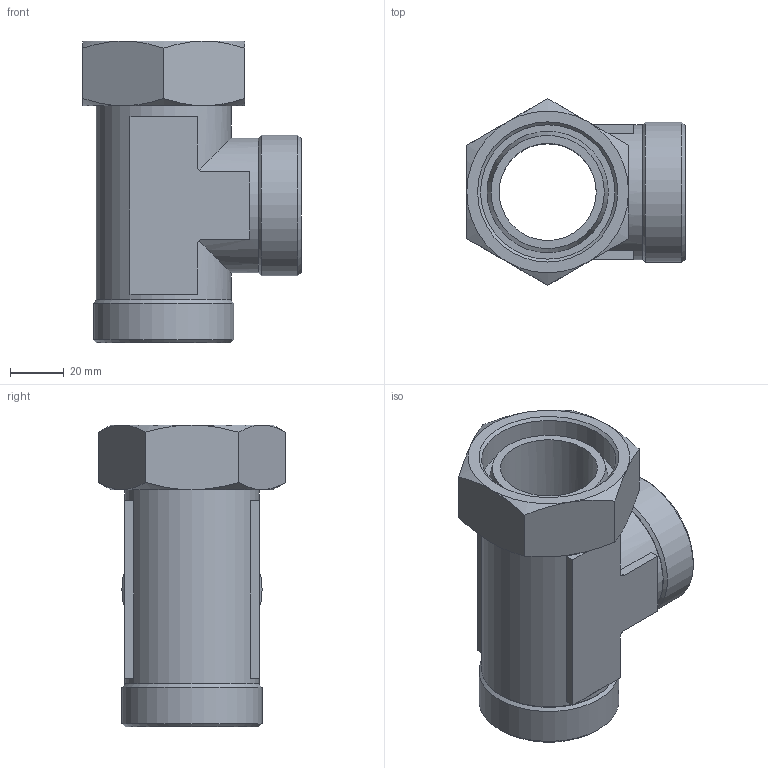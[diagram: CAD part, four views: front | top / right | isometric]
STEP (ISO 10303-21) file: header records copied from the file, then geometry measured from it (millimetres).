
FILE_DESCRIPTION(/* description */ ('STEP AP203'),/* implementation_level */ '2;1');
FILE_NAME(/* name */ 'Tee Stud LS 42-02',/* time_stamp */ '2023-04-25T10:37:44+02:00',/* author */ ('License CC BY-ND 4.0'),/* organization */ ('CADENAS'),/* preprocessor_version */ 'ST-DEVELOPER v19.3',/* originating_system */ 'PARTsolutions',/* authorisation */ ' ');
FILE_SCHEMA (('CONFIG_CONTROL_DESIGN'));
Length unit declared in the file: millimetre
Products named in the file (1): T-Stutzen LS 42-02
Bounding box: 81 x 69.28 x 112 mm (x, y, z)
Volume: 146611 mm3; surface area: 46333.8 mm2
Topology: 1 solids, 1 shells, 74 faces, 168 edges, 104 vertices
Faces by surface type: plane 40, cone 21, cylinder 13
Full cylindrical faces by diameter (mm): 36 x2, 42 x2, 49.835 x1, 50 x2, 52 x2
Entity records: 2028 total; most frequent: CARTESIAN_POINT 429, DIRECTION 324, ORIENTED_EDGE 296, EDGE_CURVE 148, AXIS2_PLACEMENT_3D 133, EDGE_LOOP 104, FACE_BOUND 104, VERTEX_POINT 102
